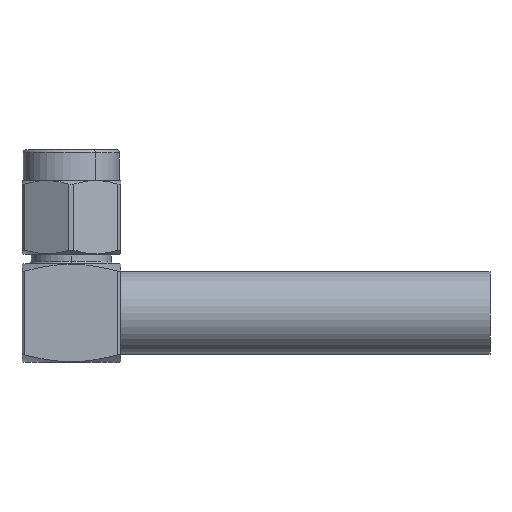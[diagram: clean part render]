
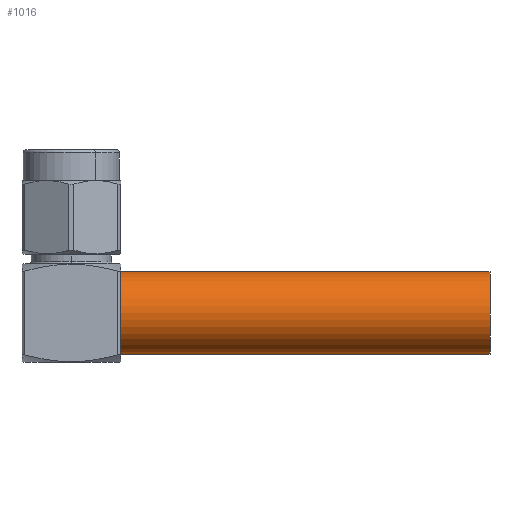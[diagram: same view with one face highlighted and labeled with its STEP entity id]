
A CAD part, left-side view. The second image highlights one B-rep face of the part: STEP entity #1016.
In plain terms, the highlighted cylindrical face has radius 3.35 mm (diameter 6.7 mm), a partial arc.
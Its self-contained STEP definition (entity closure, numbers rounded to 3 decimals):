
#177 = CARTESIAN_POINT ( 'NONE',  ( 0., -4., 0.65 ) ) ;
#203 = AXIS2_PLACEMENT_3D ( 'NONE', #2356, #3187, #2710 ) ;
#280 = CARTESIAN_POINT ( 'NONE',  ( 0., -4., 0.65 ) ) ;
#284 = VECTOR ( 'NONE', #538, 1000. ) ;
#304 = CIRCLE ( 'NONE', #2467, 3.35 ) ;
#323 = DIRECTION ( 'NONE',  ( 0., -1., 0. ) ) ;
#344 = ORIENTED_EDGE ( 'NONE', *, *, #2398, .F. ) ;
#356 = VERTEX_POINT ( 'NONE', #1006 ) ;
#458 = CARTESIAN_POINT ( 'NONE',  ( 0., -4., 7.35 ) ) ;
#538 = DIRECTION ( 'NONE',  ( 0., -1., 0. ) ) ;
#682 = FACE_OUTER_BOUND ( 'NONE', #1387, .T. ) ;
#833 = EDGE_CURVE ( 'NONE', #3653, #356, #3220, .T. ) ;
#982 = DIRECTION ( 'NONE',  ( 0., 0., 1. ) ) ;
#992 = CARTESIAN_POINT ( 'NONE',  ( 0., -4., 4. ) ) ;
#1006 = CARTESIAN_POINT ( 'NONE',  ( 0., -4., 7.35 ) ) ;
#1016 = ADVANCED_FACE ( 'NONE', ( #682 ), #1575, .T. ) ;
#1046 = AXIS2_PLACEMENT_3D ( 'NONE', #992, #323, #2257 ) ;
#1263 = CARTESIAN_POINT ( 'NONE',  ( 0., -34., 7.35 ) ) ;
#1276 = DIRECTION ( 'NONE',  ( 0., 1., 0. ) ) ;
#1387 = EDGE_LOOP ( 'NONE', ( #344, #1705, #2863, #2018 ) ) ;
#1420 = DIRECTION ( 'NONE',  ( 0., -1., 0. ) ) ;
#1443 = CARTESIAN_POINT ( 'NONE',  ( 0., -34., 0.65 ) ) ;
#1575 = CYLINDRICAL_SURFACE ( 'NONE', #1046, 3.35 ) ;
#1705 = ORIENTED_EDGE ( 'NONE', *, *, #833, .F. ) ;
#1753 = LINE ( 'NONE', #177, #284 ) ;
#2018 = ORIENTED_EDGE ( 'NONE', *, *, #4036, .T. ) ;
#2257 = DIRECTION ( 'NONE',  ( 0., 0., -1. ) ) ;
#2356 = CARTESIAN_POINT ( 'NONE',  ( 0., -4., 4. ) ) ;
#2398 = EDGE_CURVE ( 'NONE', #356, #3667, #2989, .T. ) ;
#2467 = AXIS2_PLACEMENT_3D ( 'NONE', #3795, #1276, #982 ) ;
#2519 = VERTEX_POINT ( 'NONE', #1443 ) ;
#2710 = DIRECTION ( 'NONE',  ( 0., 0., 1. ) ) ;
#2863 = ORIENTED_EDGE ( 'NONE', *, *, #3923, .T. ) ;
#2945 = VECTOR ( 'NONE', #1420, 1000. ) ;
#2989 = LINE ( 'NONE', #458, #2945 ) ;
#3187 = DIRECTION ( 'NONE',  ( 0., 1., 0. ) ) ;
#3220 = CIRCLE ( 'NONE', #203, 3.35 ) ;
#3653 = VERTEX_POINT ( 'NONE', #280 ) ;
#3667 = VERTEX_POINT ( 'NONE', #1263 ) ;
#3795 = CARTESIAN_POINT ( 'NONE',  ( 0., -34., 4. ) ) ;
#3923 = EDGE_CURVE ( 'NONE', #3653, #2519, #1753, .T. ) ;
#4036 = EDGE_CURVE ( 'NONE', #2519, #3667, #304, .T. ) ;
